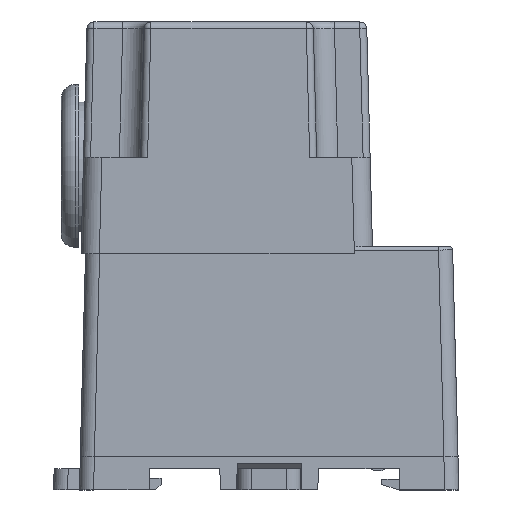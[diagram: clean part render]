
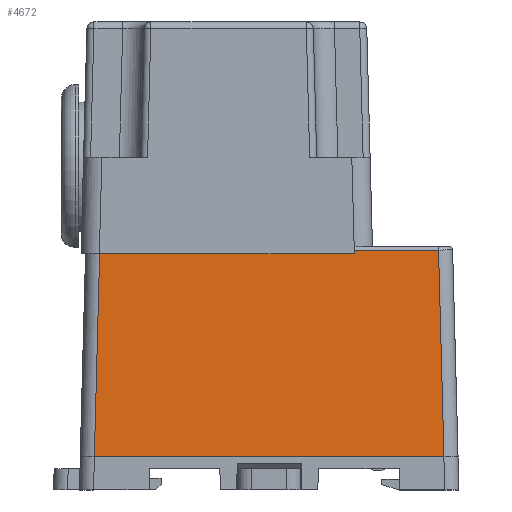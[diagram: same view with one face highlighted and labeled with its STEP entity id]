
A CAD part, left-side view. The second image highlights one B-rep face of the part: STEP entity #4672.
In plain terms, the highlighted planar face has unit normal (-1, 0, 0.026).
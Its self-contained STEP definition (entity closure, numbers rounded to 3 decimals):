
#4672=ADVANCED_FACE('',(#8745),#6687,.T.);
#6687=PLANE('',#46164);
#8745=FACE_OUTER_BOUND('',#11140,.T.);
#11140=EDGE_LOOP('',(#21283,#21284,#21285,#21286));
#21283=ORIENTED_EDGE('',*,*,#32517,.T.);
#21284=ORIENTED_EDGE('',*,*,#32476,.T.);
#21285=ORIENTED_EDGE('',*,*,#32518,.T.);
#21286=ORIENTED_EDGE('',*,*,#28912,.F.);
#24621=VERTEX_POINT('',#71887);
#24628=VERTEX_POINT('',#71900);
#26990=VERTEX_POINT('',#98324);
#26992=VERTEX_POINT('',#98346);
#28912=EDGE_CURVE('',#24628,#24621,#34455,.T.);
#32476=EDGE_CURVE('',#26990,#26992,#37776,.T.);
#32517=EDGE_CURVE('',#24628,#26990,#37814,.T.);
#32518=EDGE_CURVE('',#26992,#24621,#37815,.T.);
#34455=LINE('',#71901,#39598);
#37776=LINE('',#98347,#42919);
#37814=LINE('',#98431,#42957);
#37815=LINE('',#98432,#42958);
#39598=VECTOR('',#49124,1.);
#42919=VECTOR('',#55417,1.);
#42957=VECTOR('',#55467,1.);
#42958=VECTOR('',#55468,1.);
#46164=AXIS2_PLACEMENT_3D('',#98433,#55469,#55470);
#49124=DIRECTION('',(0.,1.,0.));
#55417=DIRECTION('',(0.,1.,0.));
#55467=DIRECTION('',(0.026,0.026,0.999));
#55468=DIRECTION('',(-0.026,0.026,-0.999));
#55469=DIRECTION('',(-1.,0.,0.026));
#55470=DIRECTION('',(-0.026,0.,-1.));
#71887=CARTESIAN_POINT('',(-31.101,143.941,-64.));
#71900=CARTESIAN_POINT('',(-31.101,94.371,-64.));
#71901=CARTESIAN_POINT('',(-31.101,145.856,-64.));
#98324=CARTESIAN_POINT('',(-30.336,95.136,-34.787));
#98346=CARTESIAN_POINT('',(-30.336,143.176,-34.787));
#98347=CARTESIAN_POINT('',(-30.336,143.163,-34.787));
#98431=CARTESIAN_POINT('',(-31.05,94.422,-62.066));
#98432=CARTESIAN_POINT('',(-31.068,143.908,-62.752));
#98433=CARTESIAN_POINT('',(-31.067,118.656,-62.7));
